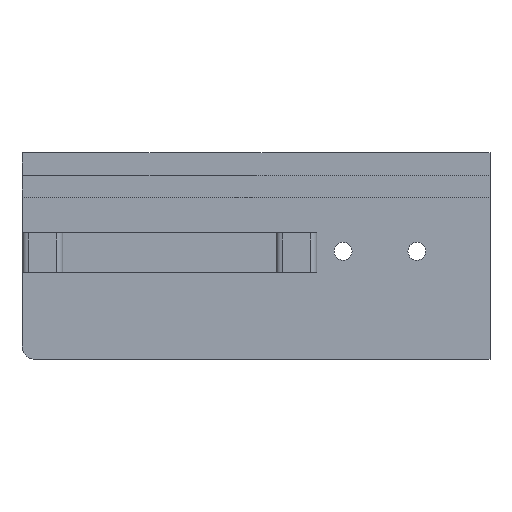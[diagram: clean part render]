
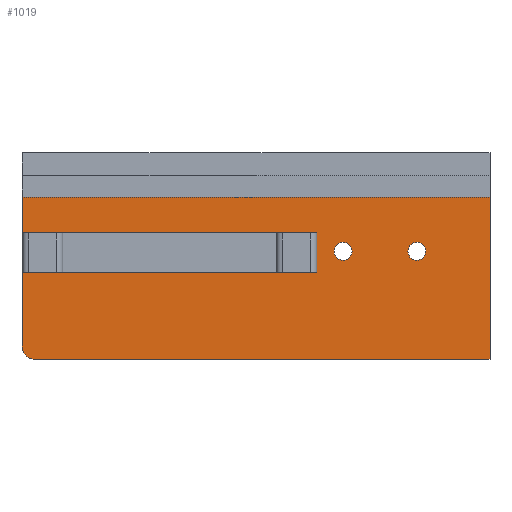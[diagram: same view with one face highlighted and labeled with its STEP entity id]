
A CAD part, front view. The second image highlights one B-rep face of the part: STEP entity #1019.
In plain terms, the highlighted planar face has unit normal (0, -1, 0).
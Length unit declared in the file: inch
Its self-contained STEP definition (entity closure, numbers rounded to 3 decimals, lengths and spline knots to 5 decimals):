
#17 = EDGE_CURVE ( 'NONE', #1573, #1555, #2175, .T. ) ;
#52 = EDGE_CURVE ( 'NONE', #1493, #1573, #2239, .T. ) ;
#54 = EDGE_CURVE ( 'NONE', #1447, #1508, #2243, .T. ) ;
#94 = EDGE_CURVE ( 'NONE', #1555, #1499, #2309, .T. ) ;
#100 = EDGE_CURVE ( 'NONE', #1447, #1499, #2326, .T. ) ;
#113 = EDGE_CURVE ( 'NONE', #1452, #1455, #2347, .T. ) ;
#123 = EDGE_CURVE ( 'NONE', #1576, #1578, #2366, .T. ) ;
#126 = EDGE_CURVE ( 'NONE', #1493, #1455, #2370, .T. ) ;
#128 = EDGE_CURVE ( 'NONE', #1572, #1545, #2373, .T. ) ;
#129 = EDGE_CURVE ( 'NONE', #1452, #1462, #2372, .T. ) ;
#131 = EDGE_CURVE ( 'NONE', #1462, #1508, #2375, .T. ) ;
#194 = CARTESIAN_POINT ( 'NONE',  ( 2.12598, 0.63937, 0.15748 ) ) ;
#240 = CARTESIAN_POINT ( 'NONE',  ( -0.72677, 0.63937, -0.65 ) ) ;
#242 = DIRECTION ( 'NONE',  ( 1., 0., 0. ) ) ;
#259 = CARTESIAN_POINT ( 'NONE',  ( -0.82677, 0.63937, 0.56022 ) ) ;
#268 = CARTESIAN_POINT ( 'NONE',  ( 1.37795, 0.63937, 0.29528 ) ) ;
#285 = CARTESIAN_POINT ( 'NONE',  ( -0.82677, 0.63937, -0.55 ) ) ;
#359 = CARTESIAN_POINT ( 'NONE',  ( 2.67323, 0.63937, -0.65 ) ) ;
#366 = CARTESIAN_POINT ( 'NONE',  ( -0.82677, 0.63937, 0.29528 ) ) ;
#381 = CARTESIAN_POINT ( 'NONE',  ( 2.67323, 0.63937, 0.56022 ) ) ;
#405 = DIRECTION ( 'NONE',  ( 0., -1., 0. ) ) ;
#581 = DIRECTION ( 'NONE',  ( 1., 0., 0. ) ) ;
#589 = DIRECTION ( 'NONE',  ( 0., -1., 0. ) ) ;
#590 = CARTESIAN_POINT ( 'NONE',  ( 2.67323, 0.63937, -0.65 ) ) ;
#591 = PLANE ( 'NONE',  #821 ) ;
#641 = CARTESIAN_POINT ( 'NONE',  ( 2.12598, 0.63937, 0.22441 ) ) ;
#652 = CARTESIAN_POINT ( 'NONE',  ( 1.37795, 0.63937, 0. ) ) ;
#669 = CARTESIAN_POINT ( 'NONE',  ( 2.12598, 0.63937, 0.09055 ) ) ;
#670 = CARTESIAN_POINT ( 'NONE',  ( -0.82677, 0.63937, 0. ) ) ;
#673 = CARTESIAN_POINT ( 'NONE',  ( 1.5748, 0.63937, 0.09055 ) ) ;
#675 = CARTESIAN_POINT ( 'NONE',  ( 1.5748, 0.63937, 0.22441 ) ) ;
#722 = DIRECTION ( 'NONE',  ( 1., 0., 0. ) ) ;
#723 = DIRECTION ( 'NONE',  ( 0., -1., 0. ) ) ;
#730 = CARTESIAN_POINT ( 'NONE',  ( 1.5748, 0.63937, 0.15748 ) ) ;
#821 = AXIS2_PLACEMENT_3D ( 'NONE', #590, #589, #581 ) ;
#877 = AXIS2_PLACEMENT_3D ( 'NONE', #194, #405, #242 ) ;
#881 = AXIS2_PLACEMENT_3D ( 'NONE', #730, #723, #722 ) ;
#904 = AXIS2_PLACEMENT_3D ( 'NONE', #1160, #1159, #1158 ) ;
#905 = AXIS2_PLACEMENT_3D ( 'NONE', #1183, #1172, #1171 ) ;
#908 = AXIS2_PLACEMENT_3D ( 'NONE', #1170, #1165, #1164 ) ;
#944 = EDGE_CURVE ( 'NONE', #1578, #1576, #2493, .T. ) ;
#952 = EDGE_CURVE ( 'NONE', #1545, #1572, #2505, .T. ) ;
#1019 = ADVANCED_FACE ( 'NONE', ( #2613, #2611, #2615 ), #591, .T. ) ;
#1153 = DIRECTION ( 'NONE',  ( -1., 0., 0. ) ) ;
#1156 = DIRECTION ( 'NONE',  ( 0., 0., 1. ) ) ;
#1158 = DIRECTION ( 'NONE',  ( 1., 0., 0. ) ) ;
#1159 = DIRECTION ( 'NONE',  ( 0., -1., 0. ) ) ;
#1160 = CARTESIAN_POINT ( 'NONE',  ( 2.12598, 0.63937, 0.15748 ) ) ;
#1163 = CARTESIAN_POINT ( 'NONE',  ( 2.67323, 0.63937, -0.65 ) ) ;
#1164 = DIRECTION ( 'NONE',  ( 1., 0., 0. ) ) ;
#1165 = DIRECTION ( 'NONE',  ( 0., -1., 0. ) ) ;
#1166 = CARTESIAN_POINT ( 'NONE',  ( 2.67327, 0.63937, 0.56022 ) ) ;
#1170 = CARTESIAN_POINT ( 'NONE',  ( -0.72677, 0.63937, -0.55 ) ) ;
#1171 = DIRECTION ( 'NONE',  ( 1., 0., 0. ) ) ;
#1172 = DIRECTION ( 'NONE',  ( 0., -1., 0. ) ) ;
#1183 = CARTESIAN_POINT ( 'NONE',  ( 1.5748, 0.63937, 0.15748 ) ) ;
#1196 = DIRECTION ( 'NONE',  ( -1., 0., 0. ) ) ;
#1197 = CARTESIAN_POINT ( 'NONE',  ( 2.67323, 0.63937, -0.65 ) ) ;
#1229 = DIRECTION ( 'NONE',  ( 1., 0., 0. ) ) ;
#1235 = CARTESIAN_POINT ( 'NONE',  ( -0.82677, 0.63937, 0.29528 ) ) ;
#1246 = DIRECTION ( 'NONE',  ( 0., 0., 1. ) ) ;
#1247 = CARTESIAN_POINT ( 'NONE',  ( 1.37795, 0.63937, 0.29528 ) ) ;
#1327 = DIRECTION ( 'NONE',  ( 0., 0., 1. ) ) ;
#1328 = CARTESIAN_POINT ( 'NONE',  ( -0.82677, 0.63937, -0.65 ) ) ;
#1331 = DIRECTION ( 'NONE',  ( 0., 0., 1. ) ) ;
#1332 = CARTESIAN_POINT ( 'NONE',  ( -0.82677, 0.63937, -0.65 ) ) ;
#1412 = DIRECTION ( 'NONE',  ( 1., 0., 0. ) ) ;
#1415 = CARTESIAN_POINT ( 'NONE',  ( -0.82677, 0.63937, 0. ) ) ;
#1447 = VERTEX_POINT ( 'NONE', #366 ) ;
#1452 = VERTEX_POINT ( 'NONE', #359 ) ;
#1455 = VERTEX_POINT ( 'NONE', #240 ) ;
#1462 = VERTEX_POINT ( 'NONE', #381 ) ;
#1493 = VERTEX_POINT ( 'NONE', #285 ) ;
#1499 = VERTEX_POINT ( 'NONE', #268 ) ;
#1508 = VERTEX_POINT ( 'NONE', #259 ) ;
#1545 = VERTEX_POINT ( 'NONE', #641 ) ;
#1555 = VERTEX_POINT ( 'NONE', #652 ) ;
#1572 = VERTEX_POINT ( 'NONE', #669 ) ;
#1573 = VERTEX_POINT ( 'NONE', #670 ) ;
#1576 = VERTEX_POINT ( 'NONE', #673 ) ;
#1578 = VERTEX_POINT ( 'NONE', #675 ) ;
#1832 = ORIENTED_EDGE ( 'NONE', *, *, #17, .F. ) ;
#1833 = ORIENTED_EDGE ( 'NONE', *, *, #94, .F. ) ;
#1834 = ORIENTED_EDGE ( 'NONE', *, *, #100, .T. ) ;
#1835 = ORIENTED_EDGE ( 'NONE', *, *, #54, .F. ) ;
#1836 = ORIENTED_EDGE ( 'NONE', *, *, #131, .T. ) ;
#1837 = ORIENTED_EDGE ( 'NONE', *, *, #129, .T. ) ;
#1838 = ORIENTED_EDGE ( 'NONE', *, *, #113, .F. ) ;
#1839 = ORIENTED_EDGE ( 'NONE', *, *, #126, .T. ) ;
#1840 = ORIENTED_EDGE ( 'NONE', *, *, #52, .F. ) ;
#1841 = ORIENTED_EDGE ( 'NONE', *, *, #128, .F. ) ;
#1842 = ORIENTED_EDGE ( 'NONE', *, *, #952, .F. ) ;
#1843 = ORIENTED_EDGE ( 'NONE', *, *, #123, .F. ) ;
#1844 = ORIENTED_EDGE ( 'NONE', *, *, #944, .F. ) ;
#2146 = EDGE_LOOP ( 'NONE', ( #1840, #1839, #1838, #1837, #1836, #1835, #1834, #1833, #1832 ) ) ;
#2147 = EDGE_LOOP ( 'NONE', ( #1842, #1841 ) ) ;
#2150 = EDGE_LOOP ( 'NONE', ( #1844, #1843 ) ) ;
#2175 = LINE ( 'NONE', #1415, #2179 ) ;
#2179 = VECTOR ( 'NONE', #1412, 39.37008 ) ;
#2239 = LINE ( 'NONE', #1332, #2240 ) ;
#2240 = VECTOR ( 'NONE', #1331, 39.37008 ) ;
#2243 = LINE ( 'NONE', #1328, #2244 ) ;
#2244 = VECTOR ( 'NONE', #1327, 39.37008 ) ;
#2303 = VECTOR ( 'NONE', #1246, 39.37008 ) ;
#2309 = LINE ( 'NONE', #1247, #2303 ) ;
#2320 = VECTOR ( 'NONE', #1229, 39.37008 ) ;
#2326 = LINE ( 'NONE', #1235, #2320 ) ;
#2347 = LINE ( 'NONE', #1197, #2348 ) ;
#2348 = VECTOR ( 'NONE', #1196, 39.37008 ) ;
#2357 = VECTOR ( 'NONE', #1156, 39.37008 ) ;
#2361 = VECTOR ( 'NONE', #1153, 39.37008 ) ;
#2366 = CIRCLE ( 'NONE', #905, 0.06693 ) ;
#2370 = CIRCLE ( 'NONE', #908, 0.1 ) ;
#2372 = LINE ( 'NONE', #1163, #2357 ) ;
#2373 = CIRCLE ( 'NONE', #904, 0.06693 ) ;
#2375 = LINE ( 'NONE', #1166, #2361 ) ;
#2493 = CIRCLE ( 'NONE', #881, 0.06693 ) ;
#2505 = CIRCLE ( 'NONE', #877, 0.06693 ) ;
#2611 = FACE_BOUND ( 'NONE', #2147, .T. ) ;
#2613 = FACE_BOUND ( 'NONE', #2150, .T. ) ;
#2615 = FACE_OUTER_BOUND ( 'NONE', #2146, .T. ) ;
